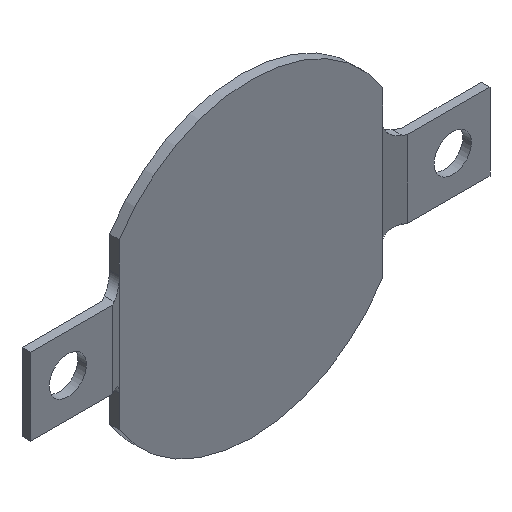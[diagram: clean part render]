
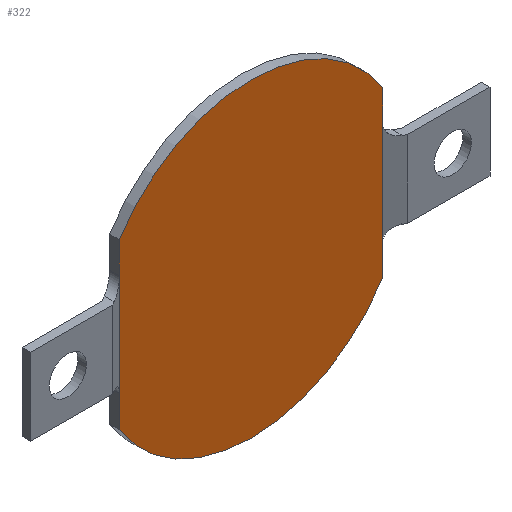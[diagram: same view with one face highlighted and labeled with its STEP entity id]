
A CAD part, isometric view. The second image highlights one B-rep face of the part: STEP entity #322.
In plain terms, the highlighted planar face has unit normal (0, -1, 0).
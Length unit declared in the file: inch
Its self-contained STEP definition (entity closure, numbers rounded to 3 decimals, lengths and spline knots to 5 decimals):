
#79 = VERTEX_POINT ( 'NONE', #502 ) ;
#81 = EDGE_CURVE ( 'NONE', #79, #93, #497, .T. ) ;
#93 = VERTEX_POINT ( 'NONE', #553 ) ;
#99 = EDGE_CURVE ( 'NONE', #107, #102, #540, .T. ) ;
#102 = VERTEX_POINT ( 'NONE', #532 ) ;
#107 = VERTEX_POINT ( 'NONE', #520 ) ;
#113 = EDGE_CURVE ( 'NONE', #167, #165, #519, .T. ) ;
#119 = EDGE_CURVE ( 'NONE', #102, #79, #708, .T. ) ;
#123 = EDGE_CURVE ( 'NONE', #125, #167, #698, .T. ) ;
#125 = VERTEX_POINT ( 'NONE', #689 ) ;
#126 = VERTEX_POINT ( 'NONE', #688 ) ;
#146 = EDGE_CURVE ( 'NONE', #126, #125, #577, .T. ) ;
#164 = VERTEX_POINT ( 'NONE', #635 ) ;
#165 = VERTEX_POINT ( 'NONE', #634 ) ;
#167 = VERTEX_POINT ( 'NONE', #633 ) ;
#169 = EDGE_CURVE ( 'NONE', #93, #164, #632, .T. ) ;
#179 = ORIENTED_EDGE ( 'NONE', *, *, #119, .F. ) ;
#180 = ORIENTED_EDGE ( 'NONE', *, *, #99, .F. ) ;
#190 = ORIENTED_EDGE ( 'NONE', *, *, #216, .F. ) ;
#207 = ORIENTED_EDGE ( 'NONE', *, *, #113, .F. ) ;
#210 = ORIENTED_EDGE ( 'NONE', *, *, #81, .F. ) ;
#216 = EDGE_CURVE ( 'NONE', #165, #107, #755, .T. ) ;
#314 = ORIENTED_EDGE ( 'NONE', *, *, #123, .F. ) ;
#318 = EDGE_CURVE ( 'NONE', #126, #164, #921, .T. ) ;
#319 = ORIENTED_EDGE ( 'NONE', *, *, #169, .F. ) ;
#321 = EDGE_LOOP ( 'NONE', ( #314, #325, #330, #319, #210, #179, #180, #190, #207 ) ) ;
#322 = ADVANCED_FACE ( 'NONE', ( #908 ), #907, .F. ) ;
#325 = ORIENTED_EDGE ( 'NONE', *, *, #146, .F. ) ;
#330 = ORIENTED_EDGE ( 'NONE', *, *, #318, .T. ) ;
#467 = DIRECTION ( 'NONE',  ( 0., 1., 0. ) ) ;
#468 = CARTESIAN_POINT ( 'NONE',  ( 0., 0., 0. ) ) ;
#470 = DIRECTION ( 'NONE',  ( 0., 0., 1. ) ) ;
#496 = AXIS2_PLACEMENT_3D ( 'NONE', #468, #467, #470 ) ;
#497 = CIRCLE ( 'NONE', #496, 0.125 ) ;
#502 = CARTESIAN_POINT ( 'NONE',  ( 0., 0., -0.125 ) ) ;
#516 = DIRECTION ( 'NONE',  ( 0., 0., -1. ) ) ;
#517 = VECTOR ( 'NONE', #516, 39.37008 ) ;
#518 = CARTESIAN_POINT ( 'NONE',  ( 0.106, 0., 0.06625 ) ) ;
#519 = LINE ( 'NONE', #518, #517 ) ;
#520 = CARTESIAN_POINT ( 'NONE',  ( 0.106, 0., -0.041 ) ) ;
#532 = CARTESIAN_POINT ( 'NONE',  ( 0.106, 0., -0.06625 ) ) ;
#537 = DIRECTION ( 'NONE',  ( 0., 0., -1. ) ) ;
#538 = VECTOR ( 'NONE', #537, 39.37008 ) ;
#539 = CARTESIAN_POINT ( 'NONE',  ( 0.106, 0., 0.06625 ) ) ;
#540 = LINE ( 'NONE', #539, #538 ) ;
#553 = CARTESIAN_POINT ( 'NONE',  ( -0.106, 0., -0.06625 ) ) ;
#574 = DIRECTION ( 'NONE',  ( 0., 0., 1. ) ) ;
#575 = VECTOR ( 'NONE', #574, 39.37008 ) ;
#576 = CARTESIAN_POINT ( 'NONE',  ( -0.106, 0., 0.06625 ) ) ;
#577 = LINE ( 'NONE', #576, #575 ) ;
#629 = DIRECTION ( 'NONE',  ( 0., 0., 1. ) ) ;
#630 = VECTOR ( 'NONE', #629, 39.37008 ) ;
#631 = CARTESIAN_POINT ( 'NONE',  ( -0.106, 0., 0.06625 ) ) ;
#632 = LINE ( 'NONE', #631, #630 ) ;
#633 = CARTESIAN_POINT ( 'NONE',  ( 0.106, 0., 0.06625 ) ) ;
#634 = CARTESIAN_POINT ( 'NONE',  ( 0.106, 0., 0.041 ) ) ;
#635 = CARTESIAN_POINT ( 'NONE',  ( -0.106, 0., -0.041 ) ) ;
#688 = CARTESIAN_POINT ( 'NONE',  ( -0.106, 0., 0.041 ) ) ;
#689 = CARTESIAN_POINT ( 'NONE',  ( -0.106, 0., 0.06625 ) ) ;
#694 = DIRECTION ( 'NONE',  ( 0., 0., 1. ) ) ;
#695 = DIRECTION ( 'NONE',  ( 0., 1., 0. ) ) ;
#696 = CARTESIAN_POINT ( 'NONE',  ( 0., 0., 0. ) ) ;
#697 = AXIS2_PLACEMENT_3D ( 'NONE', #696, #695, #694 ) ;
#698 = CIRCLE ( 'NONE', #697, 0.125 ) ;
#705 = DIRECTION ( 'NONE',  ( 0., 0., 1. ) ) ;
#706 = DIRECTION ( 'NONE',  ( 0., 1., 0. ) ) ;
#707 = AXIS2_PLACEMENT_3D ( 'NONE', #713, #706, #705 ) ;
#708 = CIRCLE ( 'NONE', #707, 0.125 ) ;
#713 = CARTESIAN_POINT ( 'NONE',  ( 0., 0., 0. ) ) ;
#752 = DIRECTION ( 'NONE',  ( 0., 0., -1. ) ) ;
#753 = VECTOR ( 'NONE', #752, 39.37008 ) ;
#754 = CARTESIAN_POINT ( 'NONE',  ( 0.106, 0., -0.031 ) ) ;
#755 = LINE ( 'NONE', #754, #753 ) ;
#896 = DIRECTION ( 'NONE',  ( 0., 0., 1. ) ) ;
#897 = DIRECTION ( 'NONE',  ( 0., 1., 0. ) ) ;
#898 = CARTESIAN_POINT ( 'NONE',  ( 0., 0., 0. ) ) ;
#899 = AXIS2_PLACEMENT_3D ( 'NONE', #898, #897, #896 ) ;
#907 = PLANE ( 'NONE',  #899 ) ;
#908 = FACE_OUTER_BOUND ( 'NONE', #321, .T. ) ;
#909 = DIRECTION ( 'NONE',  ( 0., 0., -1. ) ) ;
#910 = VECTOR ( 'NONE', #909, 39.37008 ) ;
#911 = CARTESIAN_POINT ( 'NONE',  ( -0.106, 0., -0.031 ) ) ;
#921 = LINE ( 'NONE', #911, #910 ) ;
